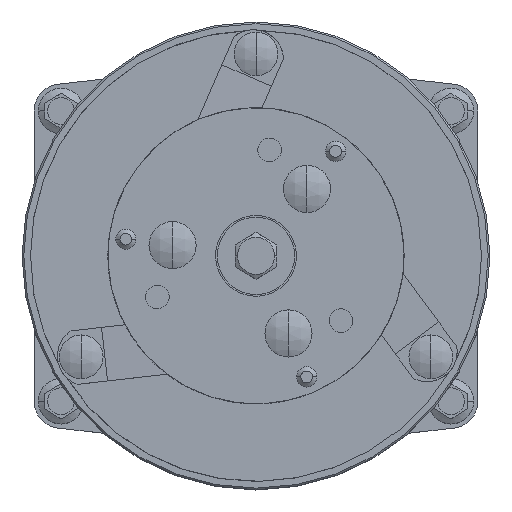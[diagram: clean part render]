
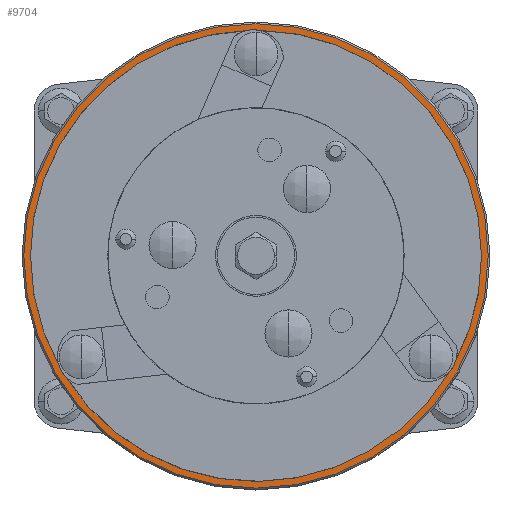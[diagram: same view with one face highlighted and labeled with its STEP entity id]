
A CAD part, top view. The second image highlights one B-rep face of the part: STEP entity #9704.
In plain terms, the highlighted planar face has unit normal (0, 0, 1).
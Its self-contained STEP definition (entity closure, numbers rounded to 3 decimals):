
#566 = PLANE ( 'NONE',  #752 ) ;
#569 = CARTESIAN_POINT ( 'NONE',  ( 67., 0., 33.3 ) ) ;
#655 = AXIS2_PLACEMENT_3D ( 'NONE', #1413, #10817, #2780 ) ;
#752 = AXIS2_PLACEMENT_3D ( 'NONE', #4637, #5991, #15387 ) ;
#1066 = VERTEX_POINT ( 'NONE', #1699 ) ;
#1413 = CARTESIAN_POINT ( 'NONE',  ( 0., 0., 33.3 ) ) ;
#1699 = CARTESIAN_POINT ( 'NONE',  ( -69., 0., 33.3 ) ) ;
#1897 = CARTESIAN_POINT ( 'NONE',  ( 0., 0., 33.3 ) ) ;
#2295 = VERTEX_POINT ( 'NONE', #569 ) ;
#2780 = DIRECTION ( 'NONE',  ( -1., 0., 0. ) ) ;
#3252 = DIRECTION ( 'NONE',  ( -1., 0., 0. ) ) ;
#3532 = DIRECTION ( 'NONE',  ( 0., 0., 1. ) ) ;
#3543 = CIRCLE ( 'NONE', #655, 67. ) ;
#4000 = EDGE_LOOP ( 'NONE', ( #5937, #16380 ) ) ;
#4244 = CIRCLE ( 'NONE', #6394, 69. ) ;
#4637 = CARTESIAN_POINT ( 'NONE',  ( 0., 69.5, 33.3 ) ) ;
#5452 = FACE_BOUND ( 'NONE', #6315, .T. ) ;
#5493 = ORIENTED_EDGE ( 'NONE', *, *, #12013, .T. ) ;
#5928 = ORIENTED_EDGE ( 'NONE', *, *, #10192, .T. ) ;
#5937 = ORIENTED_EDGE ( 'NONE', *, *, #14004, .T. ) ;
#5961 = CARTESIAN_POINT ( 'NONE',  ( 0., 0., 33.3 ) ) ;
#5991 = DIRECTION ( 'NONE',  ( 0., 0., -1. ) ) ;
#6315 = EDGE_LOOP ( 'NONE', ( #5928, #5493 ) ) ;
#6394 = AXIS2_PLACEMENT_3D ( 'NONE', #5961, #15362, #7301 ) ;
#7301 = DIRECTION ( 'NONE',  ( -1., 0., 0. ) ) ;
#8561 = CIRCLE ( 'NONE', #14525, 69. ) ;
#9654 = CARTESIAN_POINT ( 'NONE',  ( 69., 0., 33.3 ) ) ;
#9704 = ADVANCED_FACE ( 'NONE', ( #15740, #5452 ), #566, .F. ) ;
#9985 = AXIS2_PLACEMENT_3D ( 'NONE', #1897, #11282, #3252 ) ;
#10114 = VERTEX_POINT ( 'NONE', #9654 ) ;
#10192 = EDGE_CURVE ( 'NONE', #13053, #2295, #3543, .T. ) ;
#10817 = DIRECTION ( 'NONE',  ( 0., 0., -1. ) ) ;
#10820 = CARTESIAN_POINT ( 'NONE',  ( -67., 0., 33.3 ) ) ;
#10943 = CIRCLE ( 'NONE', #9985, 67. ) ;
#11282 = DIRECTION ( 'NONE',  ( 0., 0., -1. ) ) ;
#11560 = CARTESIAN_POINT ( 'NONE',  ( 0., 0., 33.3 ) ) ;
#12013 = EDGE_CURVE ( 'NONE', #2295, #13053, #10943, .T. ) ;
#12016 = EDGE_CURVE ( 'NONE', #10114, #1066, #4244, .T. ) ;
#12921 = DIRECTION ( 'NONE',  ( -1., 0., 0. ) ) ;
#13053 = VERTEX_POINT ( 'NONE', #10820 ) ;
#14004 = EDGE_CURVE ( 'NONE', #1066, #10114, #8561, .T. ) ;
#14525 = AXIS2_PLACEMENT_3D ( 'NONE', #11560, #3532, #12921 ) ;
#15362 = DIRECTION ( 'NONE',  ( 0., 0., 1. ) ) ;
#15387 = DIRECTION ( 'NONE',  ( -1., 0., 0. ) ) ;
#15740 = FACE_OUTER_BOUND ( 'NONE', #4000, .T. ) ;
#16380 = ORIENTED_EDGE ( 'NONE', *, *, #12016, .T. ) ;
